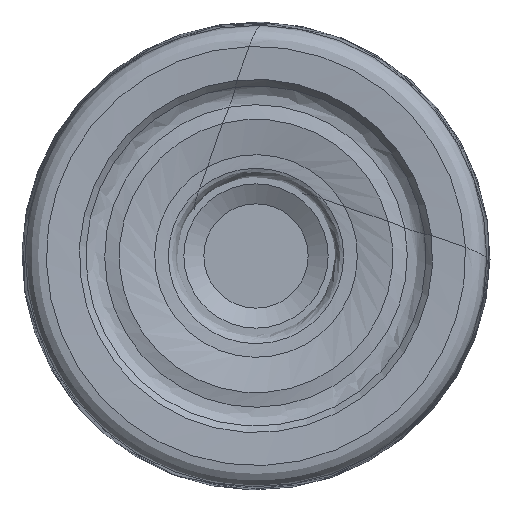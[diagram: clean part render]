
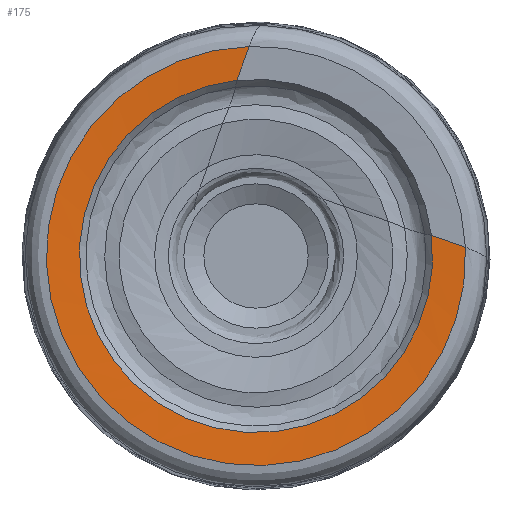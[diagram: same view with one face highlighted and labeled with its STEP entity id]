
A CAD part, left-side view. The second image highlights one B-rep face of the part: STEP entity #175.
In plain terms, the highlighted free-form (B-spline) face has degree [1, 3] with [2, 7] control points.
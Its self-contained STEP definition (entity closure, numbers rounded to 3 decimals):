
#128=LINE('',#1360,#152);
#129=LINE('',#1361,#153);
#152=VECTOR('',#973,1.);
#153=VECTOR('',#974,1.);
#175=ADVANCED_FACE('',(#277),#237,.F.);
#237=(
BOUNDED_SURFACE()
B_SPLINE_SURFACE(1,3,((#1362,#1363,#1364,#1365,#1366,#1367,#1368),(#1369,
#1370,#1371,#1372,#1373,#1374,#1375)),.UNSPECIFIED.,.F.,.F.,.F.)
B_SPLINE_SURFACE_WITH_KNOTS((2,2),(4,3,4),(0.,1.),(0.,0.5,1.),
 .UNSPECIFIED.)
GEOMETRIC_REPRESENTATION_ITEM()
RATIONAL_B_SPLINE_SURFACE(((1.,0.587,0.587,1.,0.587,
0.587,1.),(1.,0.587,0.587,1.,0.587,
0.587,1.)))
REPRESENTATION_ITEM('')
SURFACE()
);
#277=FACE_OUTER_BOUND('',#319,.T.);
#319=EDGE_LOOP('',(#489,#490,#491,#492));
#402=CIRCLE('',#846,6.123);
#403=CIRCLE('',#847,7.267);
#489=ORIENTED_EDGE('',*,*,#743,.F.);
#490=ORIENTED_EDGE('',*,*,#744,.T.);
#491=ORIENTED_EDGE('',*,*,#740,.T.);
#492=ORIENTED_EDGE('',*,*,#745,.T.);
#671=VERTEX_POINT('',#1339);
#672=VERTEX_POINT('',#1340);
#673=VERTEX_POINT('',#1358);
#674=VERTEX_POINT('',#1359);
#740=EDGE_CURVE('',#671,#672,#402,.T.);
#743=EDGE_CURVE('',#673,#674,#403,.T.);
#744=EDGE_CURVE('',#673,#671,#128,.T.);
#745=EDGE_CURVE('',#672,#674,#129,.T.);
#846=AXIS2_PLACEMENT_3D('',#1338,#967,#968);
#847=AXIS2_PLACEMENT_3D('',#1357,#971,#972);
#967=DIRECTION('',(1.,0.,0.));
#968=DIRECTION('',(0.,-0.993,0.117));
#971=DIRECTION('',(1.,0.,0.));
#972=DIRECTION('',(0.,-0.999,0.041));
#973=DIRECTION('',(0.052,0.941,0.335));
#974=DIRECTION('',(-0.052,-0.343,0.938));
#1338=CARTESIAN_POINT('',(0.111,0.,0.));
#1339=CARTESIAN_POINT('',(0.111,-6.081,0.717));
#1340=CARTESIAN_POINT('',(0.111,0.665,6.087));
#1357=CARTESIAN_POINT('',(0.046,0.,0.));
#1358=CARTESIAN_POINT('',(0.046,-7.261,0.298));
#1359=CARTESIAN_POINT('',(0.046,0.235,7.263));
#1360=CARTESIAN_POINT('',(0.111,-6.081,0.717));
#1361=CARTESIAN_POINT('',(0.111,0.665,6.087));
#1362=CARTESIAN_POINT('',(0.111,-6.081,0.717));
#1363=CARTESIAN_POINT('',(0.111,-6.834,-5.667));
#1364=CARTESIAN_POINT('',(0.111,-1.217,-8.794));
#1365=CARTESIAN_POINT('',(0.111,3.813,-4.791));
#1366=CARTESIAN_POINT('',(0.111,8.843,-0.787));
#1367=CARTESIAN_POINT('',(0.111,7.056,5.389));
#1368=CARTESIAN_POINT('',(0.111,0.665,6.087));
#1369=CARTESIAN_POINT('',(0.046,-7.261,0.298));
#1370=CARTESIAN_POINT('',(0.046,-7.573,-7.326));
#1371=CARTESIAN_POINT('',(0.046,-0.643,-10.517));
#1372=CARTESIAN_POINT('',(0.046,4.947,-5.323));
#1373=CARTESIAN_POINT('',(0.046,10.536,-0.129));
#1374=CARTESIAN_POINT('',(0.046,7.861,7.016));
#1375=CARTESIAN_POINT('',(0.046,0.235,7.263));
